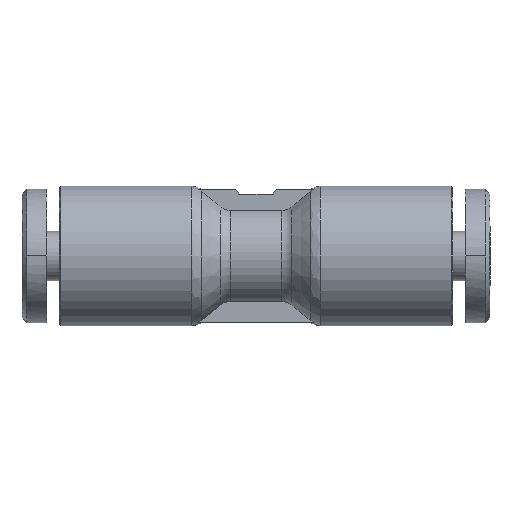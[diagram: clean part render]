
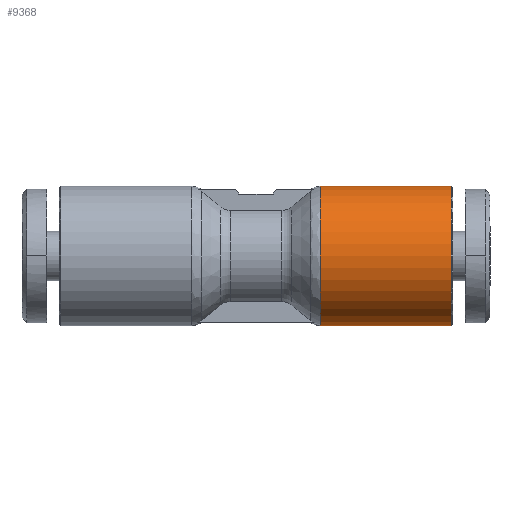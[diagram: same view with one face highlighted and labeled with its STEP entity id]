
A CAD part, front view. The second image highlights one B-rep face of the part: STEP entity #9368.
In plain terms, the highlighted cylindrical face has radius 4.5 mm (diameter 9 mm), a partial arc.
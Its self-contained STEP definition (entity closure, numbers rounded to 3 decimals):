
#276 = LINE ( 'NONE', #18045, #22286 ) ;
#332 = CARTESIAN_POINT ( 'NONE',  ( 24.907, 17.258, 2.916 ) ) ;
#1026 = AXIS2_PLACEMENT_3D ( 'NONE', #1783, #19852, #16125 ) ;
#1143 = CARTESIAN_POINT ( 'NONE',  ( 24.907, 17.258, 7.416 ) ) ;
#1583 = EDGE_CURVE ( 'NONE', #19266, #2431, #276, .T. ) ;
#1783 = CARTESIAN_POINT ( 'NONE',  ( 28.414, 17.258, 2.916 ) ) ;
#2172 = CARTESIAN_POINT ( 'NONE',  ( 24.907, 17.258, -1.584 ) ) ;
#2216 = CARTESIAN_POINT ( 'NONE',  ( 33.364, 17.258, -1.584 ) ) ;
#2289 = CARTESIAN_POINT ( 'NONE',  ( 33.364, 17.258, 2.916 ) ) ;
#2431 = VERTEX_POINT ( 'NONE', #2216 ) ;
#2880 = ORIENTED_EDGE ( 'NONE', *, *, #14978, .T. ) ;
#3988 = DIRECTION ( 'NONE',  ( 0., 0., -1. ) ) ;
#4970 = DIRECTION ( 'NONE',  ( 1., 0., 0. ) ) ;
#6402 = VECTOR ( 'NONE', #4970, 1000. ) ;
#6991 = CARTESIAN_POINT ( 'NONE',  ( 28.414, 17.258, 7.416 ) ) ;
#7876 = CARTESIAN_POINT ( 'NONE',  ( 33.364, 17.258, 7.416 ) ) ;
#8119 = CIRCLE ( 'NONE', #14097, 4.5 ) ;
#9368 = ADVANCED_FACE ( 'NONE', ( #15909 ), #17884, .T. ) ;
#10021 = CIRCLE ( 'NONE', #18875, 4.5 ) ;
#10619 = ORIENTED_EDGE ( 'NONE', *, *, #1583, .T. ) ;
#10877 = LINE ( 'NONE', #6991, #6402 ) ;
#11016 = EDGE_LOOP ( 'NONE', ( #15368, #23309, #10619, #2880 ) ) ;
#12836 = DIRECTION ( 'NONE',  ( -1., 0., 0. ) ) ;
#13660 = DIRECTION ( 'NONE',  ( 0., 0., -1. ) ) ;
#13925 = VERTEX_POINT ( 'NONE', #1143 ) ;
#14097 = AXIS2_PLACEMENT_3D ( 'NONE', #332, #12836, #3988 ) ;
#14143 = EDGE_CURVE ( 'NONE', #19266, #13925, #8119, .T. ) ;
#14395 = DIRECTION ( 'NONE',  ( 1., 0., 0. ) ) ;
#14865 = DIRECTION ( 'NONE',  ( -1., 0., 0. ) ) ;
#14978 = EDGE_CURVE ( 'NONE', #2431, #19004, #10021, .T. ) ;
#15368 = ORIENTED_EDGE ( 'NONE', *, *, #18260, .F. ) ;
#15909 = FACE_OUTER_BOUND ( 'NONE', #11016, .T. ) ;
#16125 = DIRECTION ( 'NONE',  ( 0., 0., -1. ) ) ;
#17884 = CYLINDRICAL_SURFACE ( 'NONE', #1026, 4.5 ) ;
#18045 = CARTESIAN_POINT ( 'NONE',  ( 28.414, 17.258, -1.584 ) ) ;
#18260 = EDGE_CURVE ( 'NONE', #13925, #19004, #10877, .T. ) ;
#18875 = AXIS2_PLACEMENT_3D ( 'NONE', #2289, #14865, #13660 ) ;
#19004 = VERTEX_POINT ( 'NONE', #7876 ) ;
#19266 = VERTEX_POINT ( 'NONE', #2172 ) ;
#19852 = DIRECTION ( 'NONE',  ( 1., 0., 0. ) ) ;
#22286 = VECTOR ( 'NONE', #14395, 1000. ) ;
#23309 = ORIENTED_EDGE ( 'NONE', *, *, #14143, .F. ) ;
